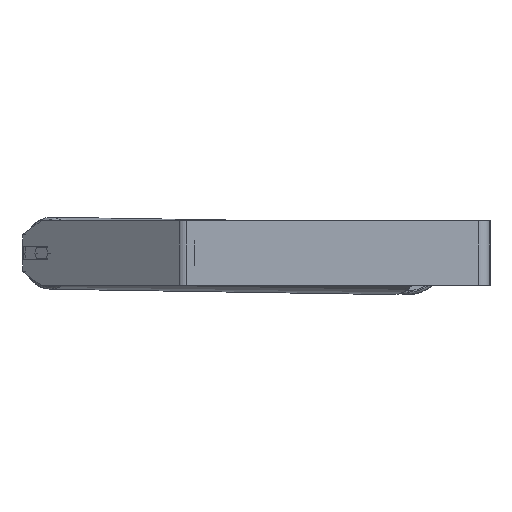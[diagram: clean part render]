
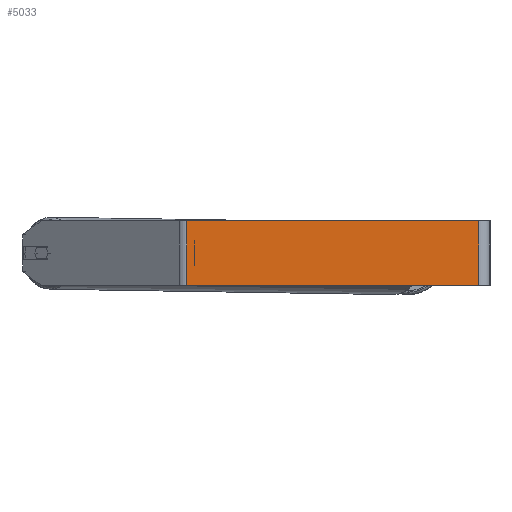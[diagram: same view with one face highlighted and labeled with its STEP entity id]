
A CAD part, left-side view. The second image highlights one B-rep face of the part: STEP entity #5033.
In plain terms, the highlighted planar face has unit normal (-1, 0, 0).
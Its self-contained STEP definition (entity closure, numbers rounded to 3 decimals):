
#159 = CARTESIAN_POINT ( 'NONE',  ( -1045., 14., 40. ) ) ;
#296 = DIRECTION ( 'NONE',  ( 0., -1., 0. ) ) ;
#529 = DIRECTION ( 'NONE',  ( 0., 0., -1. ) ) ;
#630 = VECTOR ( 'NONE', #1042, 1000. ) ;
#727 = DIRECTION ( 'NONE',  ( 0., 0., -1. ) ) ;
#974 = ORIENTED_EDGE ( 'NONE', *, *, #4354, .T. ) ;
#1042 = DIRECTION ( 'NONE',  ( 0., -1., 0. ) ) ;
#1238 = LINE ( 'NONE', #5328, #4277 ) ;
#1583 = AXIS2_PLACEMENT_3D ( 'NONE', #6804, #6759, #727 ) ;
#1667 = ORIENTED_EDGE ( 'NONE', *, *, #7904, .F. ) ;
#2152 = VECTOR ( 'NONE', #296, 1000. ) ;
#3284 = DIRECTION ( 'NONE',  ( 0., 0., -1. ) ) ;
#3608 = VERTEX_POINT ( 'NONE', #159 ) ;
#3630 = CARTESIAN_POINT ( 'NONE',  ( -1045., 380.121, 40. ) ) ;
#3635 = ORIENTED_EDGE ( 'NONE', *, *, #4181, .T. ) ;
#3710 = LINE ( 'NONE', #5595, #2152 ) ;
#3716 = CARTESIAN_POINT ( 'NONE',  ( -1045., 14., -40. ) ) ;
#3738 = EDGE_CURVE ( 'NONE', #3608, #6711, #1238, .T. ) ;
#3910 = LINE ( 'NONE', #6606, #4559 ) ;
#3980 = CARTESIAN_POINT ( 'NONE',  ( -1045., 375.026, -40. ) ) ;
#4181 = EDGE_CURVE ( 'NONE', #6561, #8464, #3910, .T. ) ;
#4277 = VECTOR ( 'NONE', #3284, 1000. ) ;
#4354 = EDGE_CURVE ( 'NONE', #8464, #6711, #3710, .T. ) ;
#4559 = VECTOR ( 'NONE', #529, 1000. ) ;
#5033 = ADVANCED_FACE ( 'NONE', ( #8086 ), #5340, .F. ) ;
#5328 = CARTESIAN_POINT ( 'NONE',  ( -1045., 14., 40. ) ) ;
#5340 = PLANE ( 'NONE',  #1583 ) ;
#5574 = ORIENTED_EDGE ( 'NONE', *, *, #3738, .F. ) ;
#5595 = CARTESIAN_POINT ( 'NONE',  ( -1045., 380.121, -40. ) ) ;
#5761 = LINE ( 'NONE', #3630, #630 ) ;
#6241 = CARTESIAN_POINT ( 'NONE',  ( -1045., 375.026, 40. ) ) ;
#6561 = VERTEX_POINT ( 'NONE', #6241 ) ;
#6606 = CARTESIAN_POINT ( 'NONE',  ( -1045., 375.026, 40. ) ) ;
#6711 = VERTEX_POINT ( 'NONE', #3716 ) ;
#6759 = DIRECTION ( 'NONE',  ( 1., 0., 0. ) ) ;
#6804 = CARTESIAN_POINT ( 'NONE',  ( -1045., 380.121, 40. ) ) ;
#7904 = EDGE_CURVE ( 'NONE', #6561, #3608, #5761, .T. ) ;
#8086 = FACE_OUTER_BOUND ( 'NONE', #8661, .T. ) ;
#8464 = VERTEX_POINT ( 'NONE', #3980 ) ;
#8661 = EDGE_LOOP ( 'NONE', ( #974, #5574, #1667, #3635 ) ) ;
